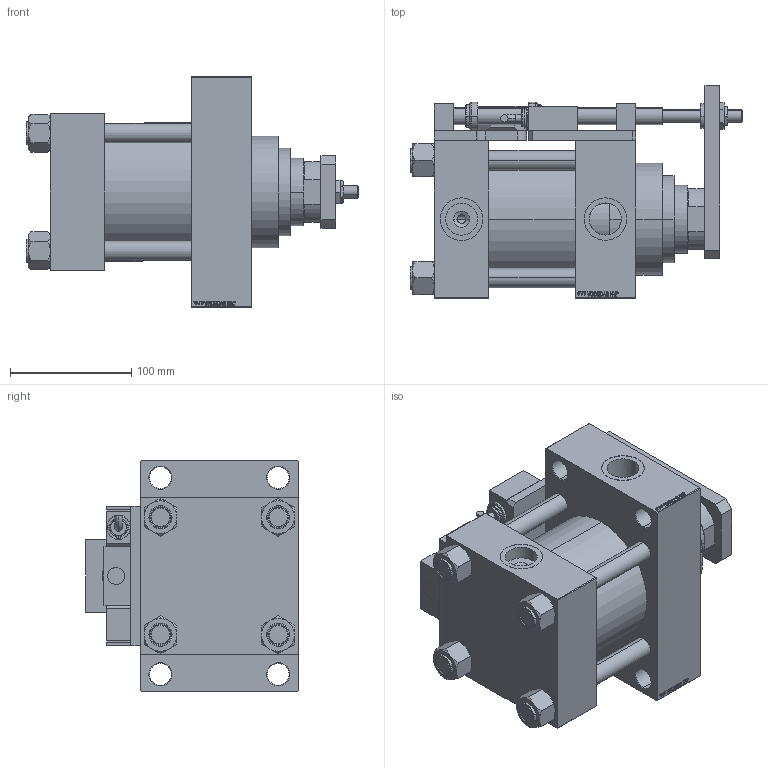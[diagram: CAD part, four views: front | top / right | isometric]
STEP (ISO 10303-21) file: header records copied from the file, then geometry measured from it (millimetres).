
FILE_DESCRIPTION (( 'STEP AP203' ), '1' );
FILE_NAME ('3c1d.STEP', '2024-02-07T06:08:42', ( '' ), ( '' ), 'SwSTEP 2.0', 'SolidWorks 2019', '' );
FILE_SCHEMA (( 'CONFIG_CONTROL_DESIGN' ));
Length unit declared in the file: millimetre
Products named in the file (16): V215CD_D_TYCINKA 300b5f3e534407796e9cfaa08af147e1; V215CD_NUT_M5_D 300b5f3e534407796e9cfaa08af147e1; V215CD_VC_A 300b5f3e534407796e9cfaa08af147e1; V215CD_D_Body 300b5f3e534407796e9cfaa08af147e1; V215CD_SWITCH_Q_PODLOZKA_BACK 300b5f3e534407796e9cfaa08af147e1; V215CD_SWITCH_Q_NUT 300b5f3e534407796e9cfaa08af147e1; V215CD_SWITCH_Q_MAGNET 300b5f3e534407796e9cfaa08af147e1; V215CD_VCP_D 300b5f3e534407796e9cfaa08af147e1; V215CD_SWITCH_Q_BLOK 300b5f3e534407796e9cfaa08af147e1; 3c1d; V215CD_SWITCH_Q_ZARAZKA 300b5f3e534407796e9cfaa08af147e1; V215CD_SWITCH_Q_TYC 300b5f3e534407796e9cfaa08af147e1; V215CD_SWITCH_Q_NUT10 300b5f3e534407796e9cfaa08af147e1; V215CD_SWITCH_Q_SWITCH 300b5f3e534407796e9cfaa08af147e1; V215CD_SWITCH_Q_PODLOZKA_FRONT 300b5f3e534407796e9cfaa08af147e1; V215CD_SWITCH_Q_DIMA 300b5f3e534407796e9cfaa08af147e1
Assembly tree (24 placements, depth 2):
  3c1d
    V215CD_D_Body 300b5f3e534407796e9cfaa08af147e1
    V215CD_VC_A 300b5f3e534407796e9cfaa08af147e1
    V215CD_VCP_D 300b5f3e534407796e9cfaa08af147e1
    V215CD_D_TYCINKA 300b5f3e534407796e9cfaa08af147e1  x4
    V215CD_NUT_M5_D 300b5f3e534407796e9cfaa08af147e1  x4
    V215CD_SWITCH_Q_BLOK 300b5f3e534407796e9cfaa08af147e1  x2
    V215CD_SWITCH_Q_DIMA 300b5f3e534407796e9cfaa08af147e1
    V215CD_SWITCH_Q_MAGNET 300b5f3e534407796e9cfaa08af147e1  x2
    V215CD_SWITCH_Q_NUT 300b5f3e534407796e9cfaa08af147e1
    V215CD_SWITCH_Q_NUT10 300b5f3e534407796e9cfaa08af147e1
    V215CD_SWITCH_Q_PODLOZKA_BACK 300b5f3e534407796e9cfaa08af147e1
    V215CD_SWITCH_Q_PODLOZKA_FRONT 300b5f3e534407796e9cfaa08af147e1
    V215CD_SWITCH_Q_SWITCH 300b5f3e534407796e9cfaa08af147e1  x2
    V215CD_SWITCH_Q_TYC 300b5f3e534407796e9cfaa08af147e1
    V215CD_SWITCH_Q_ZARAZKA 300b5f3e534407796e9cfaa08af147e1
Bounding box: 273.5 x 175 x 190 mm (x, y, z)
Volume: 2950658.1 mm3; surface area: 458857.6 mm2
Topology: 24 solids, 24 shells, 1379 faces, 3427 edges, 2224 vertices
Faces by surface type: plane 666, bspline 368, cylinder 156, cone 153, torus 36
Entity records: 53434 total; most frequent: CARTESIAN_POINT 26082, ORIENTED_EDGE 5794, DIRECTION 4082, EDGE_CURVE 2897, VERTEX_POINT 1898, VECTOR 1734, LINE 1734, EDGE_LOOP 1309
